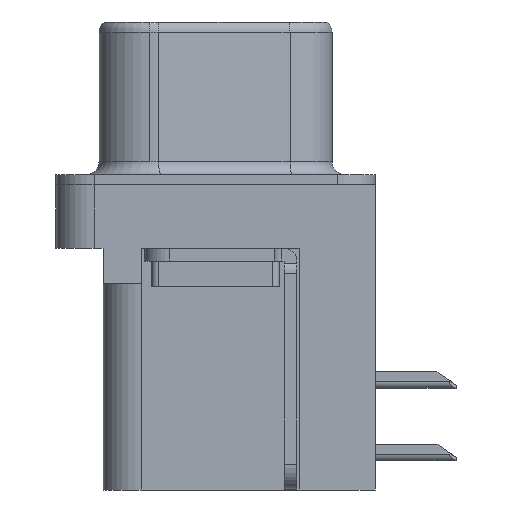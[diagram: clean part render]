
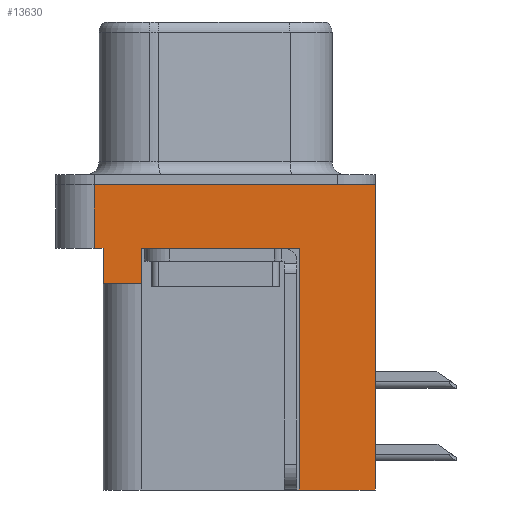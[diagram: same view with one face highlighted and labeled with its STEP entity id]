
A CAD part, left-side view. The second image highlights one B-rep face of the part: STEP entity #13630.
In plain terms, the highlighted planar face has unit normal (-1, 0, 0).
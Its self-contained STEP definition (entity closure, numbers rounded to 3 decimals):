
#570 = ORIENTED_EDGE ( 'NONE', *, *, #1567, .T. ) ;
#641 = CARTESIAN_POINT ( 'NONE',  ( -2.935, 4.425, -2.5 ) ) ;
#665 = LINE ( 'NONE', #5141, #15083 ) ;
#869 = EDGE_CURVE ( 'NONE', #12465, #1681, #17988, .T. ) ;
#979 = VERTEX_POINT ( 'NONE', #5381 ) ;
#1010 = VECTOR ( 'NONE', #14700, 1000. ) ;
#1236 = LINE ( 'NONE', #8982, #1010 ) ;
#1528 = VERTEX_POINT ( 'NONE', #5276 ) ;
#1567 = EDGE_CURVE ( 'NONE', #1681, #979, #665, .T. ) ;
#1588 = LINE ( 'NONE', #9954, #4965 ) ;
#1598 = VECTOR ( 'NONE', #5722, 1000. ) ;
#1626 = EDGE_CURVE ( 'NONE', #9968, #15810, #1588, .T. ) ;
#1681 = VERTEX_POINT ( 'NONE', #3303 ) ;
#1719 = CARTESIAN_POINT ( 'NONE',  ( -2.935, -6.275, 0. ) ) ;
#2031 = DIRECTION ( 'NONE',  ( 0., 1., 0. ) ) ;
#2228 = CARTESIAN_POINT ( 'NONE',  ( -2.935, -3.295, -12. ) ) ;
#2442 = VECTOR ( 'NONE', #7350, 1000. ) ;
#2570 = DIRECTION ( 'NONE',  ( -1., 0., 0. ) ) ;
#2667 = LINE ( 'NONE', #13406, #17902 ) ;
#2959 = EDGE_CURVE ( 'NONE', #11271, #13098, #1236, .T. ) ;
#3081 = CARTESIAN_POINT ( 'NONE',  ( -2.935, 2.895, -3.9 ) ) ;
#3303 = CARTESIAN_POINT ( 'NONE',  ( -2.935, 2.895, -2.5 ) ) ;
#3818 = EDGE_LOOP ( 'NONE', ( #10927, #6495, #15090, #4310, #17082, #17766, #570, #17656, #14684, #10159 ) ) ;
#4220 = CARTESIAN_POINT ( 'NONE',  ( -2.935, 4.425, -3.9 ) ) ;
#4236 = CARTESIAN_POINT ( 'NONE',  ( -2.935, 4.775, -2.5 ) ) ;
#4310 = ORIENTED_EDGE ( 'NONE', *, *, #2959, .F. ) ;
#4965 = VECTOR ( 'NONE', #2031, 1000. ) ;
#5141 = CARTESIAN_POINT ( 'NONE',  ( -2.935, -6.275, -2.5 ) ) ;
#5276 = CARTESIAN_POINT ( 'NONE',  ( -2.935, 4.775, 0. ) ) ;
#5381 = CARTESIAN_POINT ( 'NONE',  ( -2.935, -3.295, -2.5 ) ) ;
#5489 = FACE_OUTER_BOUND ( 'NONE', #3818, .T. ) ;
#5722 = DIRECTION ( 'NONE',  ( 0., 0., 1. ) ) ;
#5953 = DIRECTION ( 'NONE',  ( 0., 0., 1. ) ) ;
#5985 = LINE ( 'NONE', #15348, #15173 ) ;
#6044 = CARTESIAN_POINT ( 'NONE',  ( -2.935, -3.295, -12. ) ) ;
#6495 = ORIENTED_EDGE ( 'NONE', *, *, #18151, .F. ) ;
#6502 = VECTOR ( 'NONE', #17465, 1000. ) ;
#6848 = EDGE_CURVE ( 'NONE', #7864, #13098, #2667, .T. ) ;
#6895 = CARTESIAN_POINT ( 'NONE',  ( -2.935, -6.275, -2.5 ) ) ;
#7350 = DIRECTION ( 'NONE',  ( 0., -1., 0. ) ) ;
#7586 = AXIS2_PLACEMENT_3D ( 'NONE', #6895, #2570, #16966 ) ;
#7728 = CARTESIAN_POINT ( 'NONE',  ( -2.935, 4.775, -2.5 ) ) ;
#7864 = VERTEX_POINT ( 'NONE', #7728 ) ;
#8079 = LINE ( 'NONE', #6044, #6502 ) ;
#8257 = EDGE_CURVE ( 'NONE', #1528, #10955, #18139, .T. ) ;
#8669 = CARTESIAN_POINT ( 'NONE',  ( -2.935, -6.275, -2.5 ) ) ;
#8982 = CARTESIAN_POINT ( 'NONE',  ( -2.935, 4.425, -3.9 ) ) ;
#9313 = EDGE_CURVE ( 'NONE', #12465, #11271, #5985, .T. ) ;
#9832 = CARTESIAN_POINT ( 'NONE',  ( -2.935, -6.275, 0. ) ) ;
#9954 = CARTESIAN_POINT ( 'NONE',  ( -2.935, -3.295, -12. ) ) ;
#9968 = VERTEX_POINT ( 'NONE', #12004 ) ;
#10159 = ORIENTED_EDGE ( 'NONE', *, *, #17718, .T. ) ;
#10390 = DIRECTION ( 'NONE',  ( 0., 0., 1. ) ) ;
#10833 = LINE ( 'NONE', #8669, #1598 ) ;
#10927 = ORIENTED_EDGE ( 'NONE', *, *, #8257, .F. ) ;
#10955 = VERTEX_POINT ( 'NONE', #9832 ) ;
#11271 = VERTEX_POINT ( 'NONE', #4220 ) ;
#11669 = CARTESIAN_POINT ( 'NONE',  ( -2.935, 2.895, -3.9 ) ) ;
#11917 = VECTOR ( 'NONE', #5953, 1000. ) ;
#12004 = CARTESIAN_POINT ( 'NONE',  ( -2.935, -6.275, -12. ) ) ;
#12431 = EDGE_CURVE ( 'NONE', #15810, #979, #8079, .T. ) ;
#12465 = VERTEX_POINT ( 'NONE', #11669 ) ;
#13098 = VERTEX_POINT ( 'NONE', #641 ) ;
#13406 = CARTESIAN_POINT ( 'NONE',  ( -2.935, -6.275, -2.5 ) ) ;
#13630 = ADVANCED_FACE ( 'NONE', ( #5489 ), #18092, .T. ) ;
#14684 = ORIENTED_EDGE ( 'NONE', *, *, #1626, .F. ) ;
#14700 = DIRECTION ( 'NONE',  ( 0., 0., 1. ) ) ;
#15083 = VECTOR ( 'NONE', #17875, 1000. ) ;
#15090 = ORIENTED_EDGE ( 'NONE', *, *, #6848, .T. ) ;
#15173 = VECTOR ( 'NONE', #17030, 1000. ) ;
#15243 = DIRECTION ( 'NONE',  ( 0., -1., 0. ) ) ;
#15348 = CARTESIAN_POINT ( 'NONE',  ( -2.935, 4.425, -3.9 ) ) ;
#15810 = VERTEX_POINT ( 'NONE', #2228 ) ;
#16966 = DIRECTION ( 'NONE',  ( 0., 0., 1. ) ) ;
#17030 = DIRECTION ( 'NONE',  ( 0., 1., 0. ) ) ;
#17082 = ORIENTED_EDGE ( 'NONE', *, *, #9313, .F. ) ;
#17465 = DIRECTION ( 'NONE',  ( 0., 0., 1. ) ) ;
#17546 = VECTOR ( 'NONE', #10390, 1000. ) ;
#17656 = ORIENTED_EDGE ( 'NONE', *, *, #12431, .F. ) ;
#17718 = EDGE_CURVE ( 'NONE', #9968, #10955, #10833, .T. ) ;
#17766 = ORIENTED_EDGE ( 'NONE', *, *, #869, .T. ) ;
#17875 = DIRECTION ( 'NONE',  ( 0., -1., 0. ) ) ;
#17902 = VECTOR ( 'NONE', #15243, 1000. ) ;
#17988 = LINE ( 'NONE', #3081, #17546 ) ;
#18092 = PLANE ( 'NONE',  #7586 ) ;
#18139 = LINE ( 'NONE', #1719, #2442 ) ;
#18151 = EDGE_CURVE ( 'NONE', #7864, #1528, #18170, .T. ) ;
#18170 = LINE ( 'NONE', #4236, #11917 ) ;
